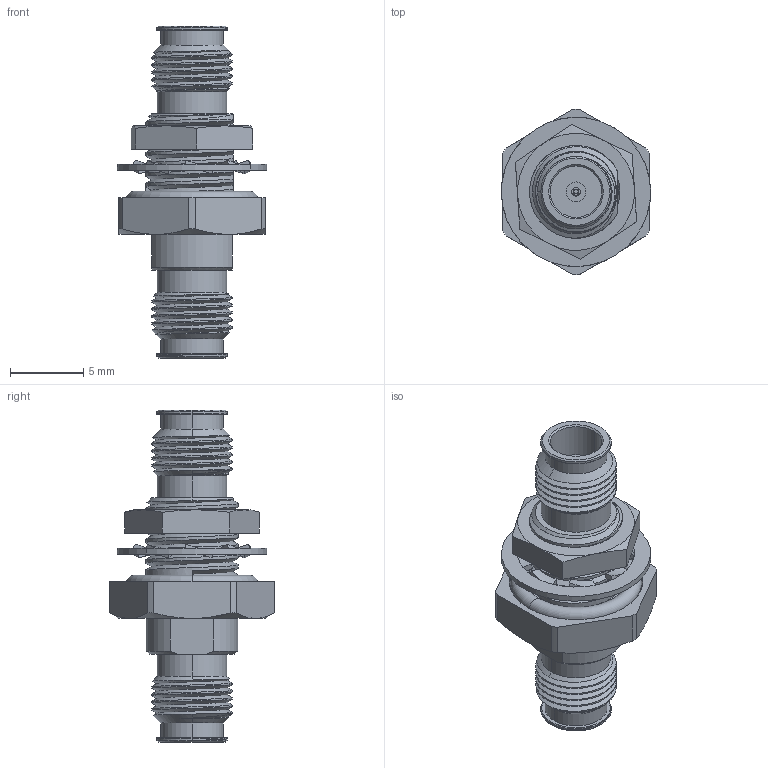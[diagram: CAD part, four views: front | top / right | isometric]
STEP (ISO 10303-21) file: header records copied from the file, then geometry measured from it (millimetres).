
FILE_DESCRIPTION (( 'STEP AP214' ), '1' );
FILE_NAME ('CT-EFEF-B-V-LN1.STEP', '2025-01-28T17:36:45', ( '' ), ( '' ), 'SwSTEP 2.0', 'SolidWorks 2021', '' );
FILE_SCHEMA (( 'AUTOMOTIVE_DESIGN' ));
Length unit declared in the file: inch
Products named in the file (1): CT-EFEF-B-V-LN1
Bounding box: 10.21 x 11.3 x 22.7 mm (x, y, z)
Volume: 683.9 mm3; surface area: 1212 mm2
Topology: 4 solids, 4 shells, 317 faces, 811 edges, 515 vertices
Faces by surface type: cylinder 95, plane 86, bspline 69, cone 59, torus 8
Entity records: 24684 total; most frequent: CARTESIAN_POINT 13784, ORIENTED_EDGE 1622, DIRECTION 1081, EDGE_CURVE 811, VERTEX_POINT 515, AXIS2_PLACEMENT_3D 441, B_SPLINE_CURVE_WITH_KNOTS 337, EDGE_LOOP 336
